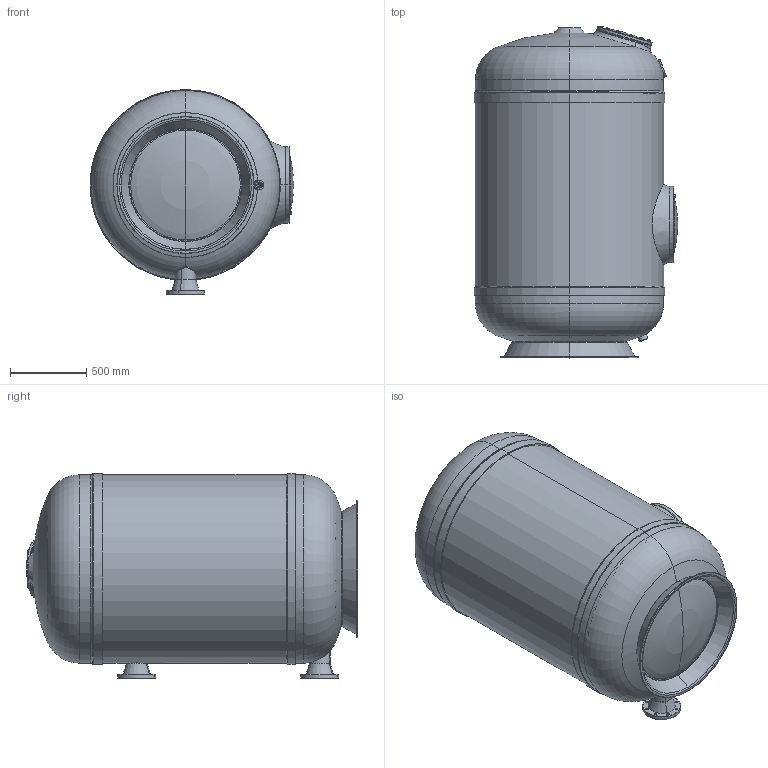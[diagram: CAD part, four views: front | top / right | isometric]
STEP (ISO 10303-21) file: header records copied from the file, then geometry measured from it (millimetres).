
FILE_DESCRIPTION (( 'STEP AP214' ), '1' );
FILE_NAME ('Balearic_120c_1200_lateral.STEP', '2021-01-06T09:52:30', ( '' ), ( '' ), 'SwSTEP 2.0', 'SolidWorks 2019', '' );
FILE_SCHEMA (( 'AUTOMOTIVE_DESIGN' ));
Length unit declared in the file: millimetre
Products named in the file (1): Balearic_120c_1200_lateral
Bounding box: 1334.6 x 2176.38 x 1343 mm (x, y, z)
Surface area: 21704852.6 mm2 (no closed solid volume)
Topology: 0 solids, 61 shells, 802 faces, 1839 edges, 1134 vertices
Faces by surface type: cylinder 325, plane 214, cone 175, torus 72, sphere 12, bspline 4
Entity records: 45489 total; most frequent: CARTESIAN_POINT 18790, ORIENTED_EDGE 3518, DIRECTION 3483, EDGE_CURVE 1791, AXIS2_PLACEMENT_3D 1511, VERTEX_POINT 1130, EDGE_LOOP 1003, UNCERTAINTY_MEASURE_WITH_UNIT 849
